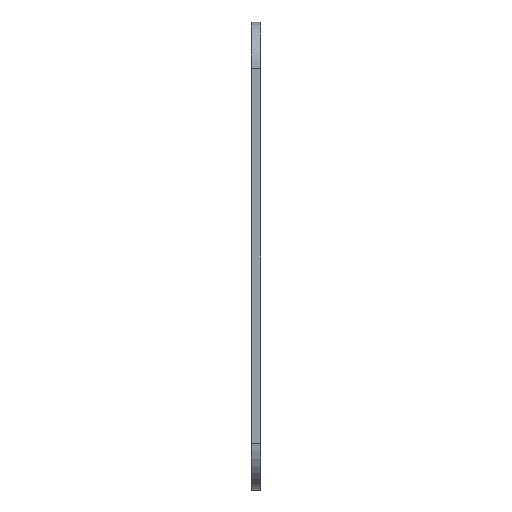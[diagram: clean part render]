
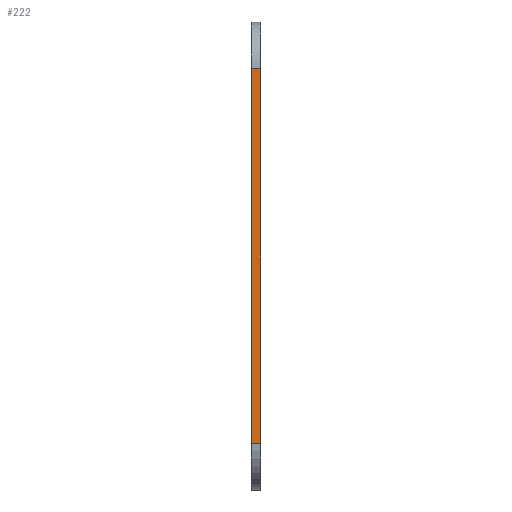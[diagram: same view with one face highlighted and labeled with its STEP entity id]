
A CAD part, left-side view. The second image highlights one B-rep face of the part: STEP entity #222.
In plain terms, the highlighted planar face has unit normal (-1, 0, 0).
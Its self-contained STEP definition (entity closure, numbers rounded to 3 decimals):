
#127 = PLANE ( 'NONE',  #2689 ) ;
#178 = CARTESIAN_POINT ( 'NONE',  ( -50., 1., -20. ) ) ;
#200 = ORIENTED_EDGE ( 'NONE', *, *, #3211, .F. ) ;
#206 = DIRECTION ( 'NONE',  ( 0., -1., 0. ) ) ;
#222 = ADVANCED_FACE ( 'NONE', ( #4363 ), #127, .F. ) ;
#482 = DIRECTION ( 'NONE',  ( 0., 0., -1. ) ) ;
#506 = CARTESIAN_POINT ( 'NONE',  ( -50., 1., 20. ) ) ;
#543 = CARTESIAN_POINT ( 'NONE',  ( -50., 1., 20. ) ) ;
#828 = LINE ( 'NONE', #928, #4541 ) ;
#858 = EDGE_CURVE ( 'NONE', #4416, #3272, #4272, .T. ) ;
#864 = DIRECTION ( 'NONE',  ( 0., 0., 1. ) ) ;
#928 = CARTESIAN_POINT ( 'NONE',  ( -50., 1., -20. ) ) ;
#1160 = CARTESIAN_POINT ( 'NONE',  ( -50., 1., 20. ) ) ;
#1493 = EDGE_LOOP ( 'NONE', ( #4649, #200, #2872, #1767 ) ) ;
#1534 = VECTOR ( 'NONE', #206, 1000. ) ;
#1674 = VECTOR ( 'NONE', #864, 1000. ) ;
#1677 = VECTOR ( 'NONE', #1967, 1000. ) ;
#1767 = ORIENTED_EDGE ( 'NONE', *, *, #4253, .T. ) ;
#1785 = LINE ( 'NONE', #506, #1674 ) ;
#1967 = DIRECTION ( 'NONE',  ( 0., 0., 1. ) ) ;
#2298 = CARTESIAN_POINT ( 'NONE',  ( -50., 0., 20. ) ) ;
#2352 = DIRECTION ( 'NONE',  ( 0., -1., 0. ) ) ;
#2381 = CARTESIAN_POINT ( 'NONE',  ( -50., 0., 20. ) ) ;
#2689 = AXIS2_PLACEMENT_3D ( 'NONE', #4419, #3695, #482 ) ;
#2872 = ORIENTED_EDGE ( 'NONE', *, *, #3013, .F. ) ;
#2873 = VERTEX_POINT ( 'NONE', #1160 ) ;
#3013 = EDGE_CURVE ( 'NONE', #4162, #2873, #1785, .T. ) ;
#3211 = EDGE_CURVE ( 'NONE', #2873, #3272, #4393, .T. ) ;
#3272 = VERTEX_POINT ( 'NONE', #2381 ) ;
#3609 = CARTESIAN_POINT ( 'NONE',  ( -50., 0., -20. ) ) ;
#3695 = DIRECTION ( 'NONE',  ( 1., 0., 0. ) ) ;
#4162 = VERTEX_POINT ( 'NONE', #178 ) ;
#4253 = EDGE_CURVE ( 'NONE', #4162, #4416, #828, .T. ) ;
#4272 = LINE ( 'NONE', #2298, #1677 ) ;
#4363 = FACE_OUTER_BOUND ( 'NONE', #1493, .T. ) ;
#4393 = LINE ( 'NONE', #543, #1534 ) ;
#4416 = VERTEX_POINT ( 'NONE', #3609 ) ;
#4419 = CARTESIAN_POINT ( 'NONE',  ( -50., 1., 20. ) ) ;
#4541 = VECTOR ( 'NONE', #2352, 1000. ) ;
#4649 = ORIENTED_EDGE ( 'NONE', *, *, #858, .T. ) ;
